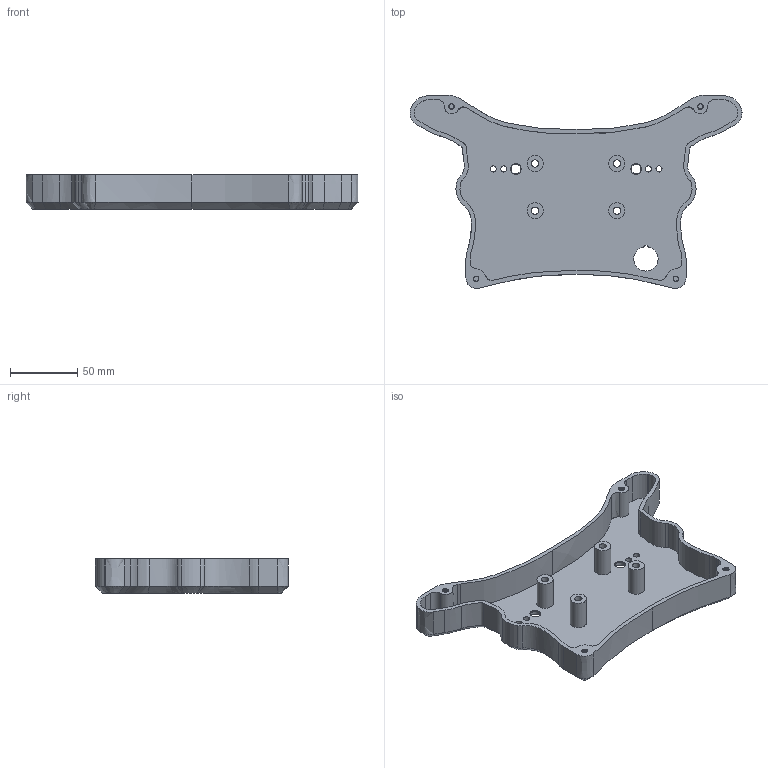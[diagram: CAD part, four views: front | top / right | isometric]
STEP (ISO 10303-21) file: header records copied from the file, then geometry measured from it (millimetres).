
FILE_DESCRIPTION(/* description */ (''),/* implementation_level */ '2;1');
FILE_NAME(/* name */ 'Turn 488 Challenge Rear Enclosure.step',/* time_stamp */ '2020-12-02T12:01:26-06:00',/* author */ (''),/* organization */ (''),/* preprocessor_version */ 'ST-DEVELOPER v18.1',/* originating_system */ 'Autodesk Translation Framework v9.3.0.1241',/* authorisation */ '');
FILE_SCHEMA (('AUTOMOTIVE_DESIGN { 1 0 10303 214 3 1 1 }'));
Length unit declared in the file: millimetre
Products named in the file (1): Rear Enclosure
Bounding box: 246.13 x 143.15 x 25.4 mm (x, y, z)
Volume: 127803.6 mm3; surface area: 81137.3 mm2
Topology: 1 solids, 1 shells, 308 faces, 848 edges, 551 vertices
Faces by surface type: cylinder 185, bspline 72, plane 41, cone 10
Full cylindrical faces by diameter (mm): 3.783 x32, 4.5 x4, 4.613 x16, 5.5 x4, 7 x2, 12 x4
Entity records: 20814 total; most frequent: CARTESIAN_POINT 13856, ORIENTED_EDGE 1696, DIRECTION 1019, EDGE_CURVE 848, VERTEX_POINT 551, B_SPLINE_CURVE_WITH_KNOTS 427, AXIS2_PLACEMENT_3D 361, EDGE_LOOP 339
